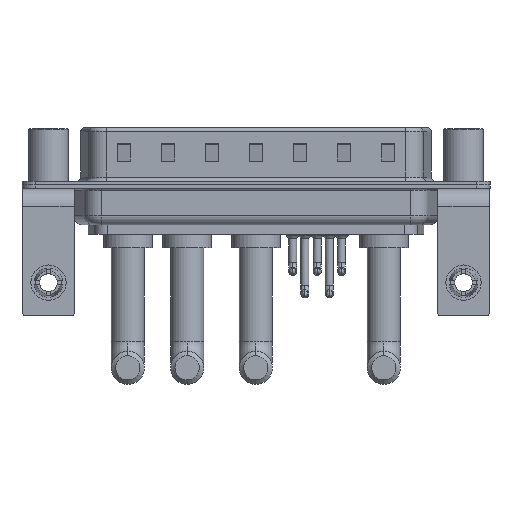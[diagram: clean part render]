
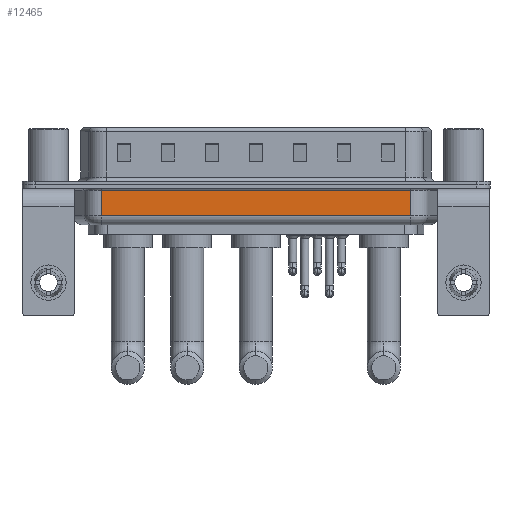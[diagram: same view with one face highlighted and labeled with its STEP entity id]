
A CAD part, front view. The second image highlights one B-rep face of the part: STEP entity #12465.
In plain terms, the highlighted planar face has unit normal (0, -1, 0).
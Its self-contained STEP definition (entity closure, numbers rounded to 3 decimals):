
#4 = VECTOR ( 'NONE', #4102, 1000. ) ;
#3029 = ORIENTED_EDGE ( 'NONE', *, *, #16825, .T. ) ;
#3693 = CARTESIAN_POINT ( 'NONE',  ( 6.006, -5.35, -3.5 ) ) ;
#3826 = VECTOR ( 'NONE', #14198, 1000. ) ;
#4102 = DIRECTION ( 'NONE',  ( 0., 0., 1. ) ) ;
#4192 = CARTESIAN_POINT ( 'NONE',  ( 41.044, -5.35, -0.65 ) ) ;
#4835 = CARTESIAN_POINT ( 'NONE',  ( 6.006, -5.35, -4.5 ) ) ;
#5378 = DIRECTION ( 'NONE',  ( -1., 0., 0. ) ) ;
#5690 = AXIS2_PLACEMENT_3D ( 'NONE', #4835, #15066, #13183 ) ;
#5956 = EDGE_CURVE ( 'NONE', #25722, #22633, #13128, .T. ) ;
#7395 = EDGE_CURVE ( 'NONE', #25722, #9317, #10013, .T. ) ;
#7412 = CARTESIAN_POINT ( 'NONE',  ( 6.006, -5.35, -0.65 ) ) ;
#7559 = VECTOR ( 'NONE', #5378, 1000. ) ;
#8013 = ORIENTED_EDGE ( 'NONE', *, *, #7395, .T. ) ;
#8294 = VECTOR ( 'NONE', #23323, 1000. ) ;
#8410 = CARTESIAN_POINT ( 'NONE',  ( 41.044, -5.35, -4.5 ) ) ;
#8751 = CARTESIAN_POINT ( 'NONE',  ( 41.044, -5.35, -3.5 ) ) ;
#8811 = ORIENTED_EDGE ( 'NONE', *, *, #9073, .T. ) ;
#9073 = EDGE_CURVE ( 'NONE', #9317, #24825, #14596, .T. ) ;
#9317 = VERTEX_POINT ( 'NONE', #8751 ) ;
#10013 = LINE ( 'NONE', #3693, #3826 ) ;
#11018 = FACE_OUTER_BOUND ( 'NONE', #20190, .T. ) ;
#11153 = PLANE ( 'NONE',  #5690 ) ;
#11675 = CARTESIAN_POINT ( 'NONE',  ( 6.006, -5.35, -3.5 ) ) ;
#12465 = ADVANCED_FACE ( 'NONE', ( #11018 ), #11153, .F. ) ;
#12991 = CARTESIAN_POINT ( 'NONE',  ( 6.006, -5.35, -4.5 ) ) ;
#13128 = LINE ( 'NONE', #12991, #8294 ) ;
#13183 = DIRECTION ( 'NONE',  ( 0., 0., 1. ) ) ;
#13602 = LINE ( 'NONE', #7412, #7559 ) ;
#14198 = DIRECTION ( 'NONE',  ( 1., 0., 0. ) ) ;
#14596 = LINE ( 'NONE', #8410, #4 ) ;
#15066 = DIRECTION ( 'NONE',  ( 0., 1., 0. ) ) ;
#16825 = EDGE_CURVE ( 'NONE', #24825, #22633, #13602, .T. ) ;
#20190 = EDGE_LOOP ( 'NONE', ( #25034, #8013, #8811, #3029 ) ) ;
#22633 = VERTEX_POINT ( 'NONE', #22957 ) ;
#22957 = CARTESIAN_POINT ( 'NONE',  ( 6.006, -5.35, -0.65 ) ) ;
#23323 = DIRECTION ( 'NONE',  ( 0., 0., 1. ) ) ;
#24825 = VERTEX_POINT ( 'NONE', #4192 ) ;
#25034 = ORIENTED_EDGE ( 'NONE', *, *, #5956, .F. ) ;
#25722 = VERTEX_POINT ( 'NONE', #11675 ) ;
